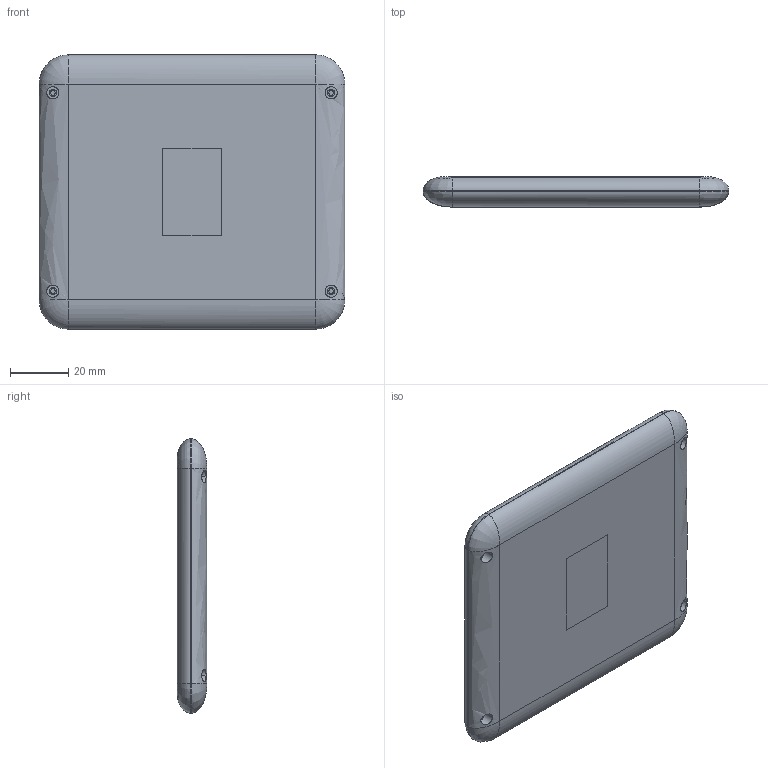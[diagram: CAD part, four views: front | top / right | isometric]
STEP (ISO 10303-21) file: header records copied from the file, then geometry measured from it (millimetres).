
FILE_DESCRIPTION((''),'2;1');
FILE_NAME('ASM0001_ASM_36_ASM','2017-08-23T',('Administrator'),(''),'CREO PARAMETRIC BY PTC INC, 2015200','CREO PARAMETRIC BY PTC INC, 2015200','');
FILE_SCHEMA(('CONFIG_CONTROL_DESIGN','GEOMETRIC_VALIDATION_PROPERTIES_MIM'));
Length unit declared in the file: millimetre
Products named in the file (6): A_57; B_15; DZP_6; CT_2; PL_2; ASM0001_ASM_36_ASM
Assembly tree (5 placements, depth 2):
  ASM0001_ASM_36_ASM
    A_57
    B_15
    DZP_6
    CT_2
    PL_2
Bounding box: 104.8 x 10.18 x 94 mm (x, y, z)
Volume: 43516.9 mm3; surface area: 62875.1 mm2
Topology: 5 solids, 5 shells, 243 faces, 630 edges, 404 vertices
Faces by surface type: plane 111, cylinder 84, extrusion 28, revolution 16, bspline 4
Entity records: 10050 total; most frequent: CARTESIAN_POINT 2385, ORIENTED_EDGE 1244, DIRECTION 1146, EDGE_CURVE 622, VERTEX_POINT 404, AXIS2_PLACEMENT_3D 378, VECTOR 374, LINE 346
